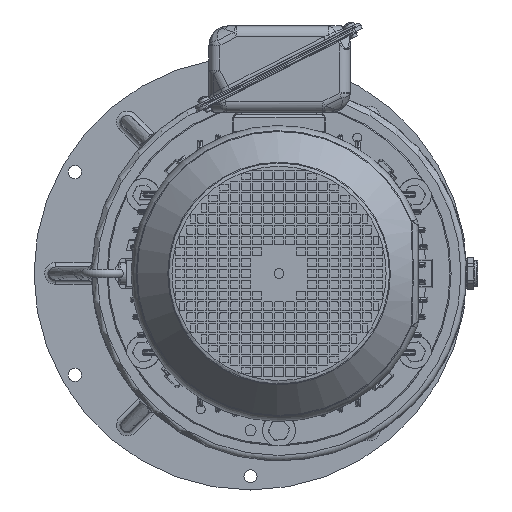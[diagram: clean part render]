
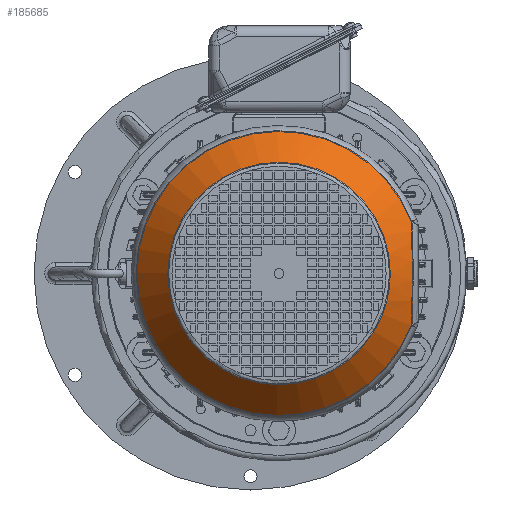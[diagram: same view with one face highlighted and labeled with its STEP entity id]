
A CAD part, left-side view. The second image highlights one B-rep face of the part: STEP entity #185685.
In plain terms, the highlighted conical face has half-angle 40 degrees and reference radius 135 mm.
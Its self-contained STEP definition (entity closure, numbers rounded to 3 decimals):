
#2635 = B_SPLINE_CURVE_WITH_KNOTS ( 'NONE', 3,
 ( #177634, #3158, #121400, #22492, #182372, #98052, #36082, #126144, #81606, #112572, #37996, #94236, #153302, #185240, #53508, #170697, #49694, #108749, #127095, #123278 ),
 .UNSPECIFIED., .F., .F.,
 ( 4, 2, 2, 2, 2, 2, 2, 2, 2, 4 ),
 ( 0., 0.024, 0.037, 0.04, 0.043, 0.049, 0.073, 0.079, 0.085, 0.098 ),
 .UNSPECIFIED. ) ;
#3158 = CARTESIAN_POINT ( 'NONE',  ( -474.458, 52.434, -40.113 ) ) ;
#12310 = DIRECTION ( 'NONE',  ( 1., 0., 0. ) ) ;
#14218 = ORIENTED_EDGE ( 'NONE', *, *, #152798, .T. ) ;
#18012 = DIRECTION ( 'NONE',  ( -1., 0., 0. ) ) ;
#22492 = CARTESIAN_POINT ( 'NONE',  ( -479.301, 51.881, -20.379 ) ) ;
#27045 = CARTESIAN_POINT ( 'NONE',  ( -471.465, 52.745, 47.757 ) ) ;
#32016 = AXIS2_PLACEMENT_3D ( 'NONE', #95268, #18012, #171733 ) ;
#34810 = VERTEX_POINT ( 'NONE', #61030 ) ;
#36082 = CARTESIAN_POINT ( 'NONE',  ( -480.557, 51.732, -10.235 ) ) ;
#37996 = CARTESIAN_POINT ( 'NONE',  ( -480.999, 51.679, -2.039 ) ) ;
#43318 = CARTESIAN_POINT ( 'NONE',  ( -505.814, 174., 0. ) ) ;
#44451 = CARTESIAN_POINT ( 'NONE',  ( -465.889, 174., 0. ) ) ;
#49694 = CARTESIAN_POINT ( 'NONE',  ( -476.09, 52.247, 34.162 ) ) ;
#52617 = VERTEX_POINT ( 'NONE', #165926 ) ;
#53508 = CARTESIAN_POINT ( 'NONE',  ( -477.648, 52.072, 28.204 ) ) ;
#60835 = ORIENTED_EDGE ( 'NONE', *, *, #127818, .T. ) ;
#61030 = CARTESIAN_POINT ( 'NONE',  ( -505.814, 275.499, 0. ) ) ;
#81606 = CARTESIAN_POINT ( 'NONE',  ( -480.785, 51.705, -7.157 ) ) ;
#85171 = DIRECTION ( 'NONE',  ( 0., -1., 0. ) ) ;
#88867 = VERTEX_POINT ( 'NONE', #27045 ) ;
#94236 = CARTESIAN_POINT ( 'NONE',  ( -480.999, 51.679, 8.155 ) ) ;
#95268 = CARTESIAN_POINT ( 'NONE',  ( -471.465, 174., 0. ) ) ;
#98052 = CARTESIAN_POINT ( 'NONE',  ( -480.464, 51.743, -11.257 ) ) ;
#108749 = CARTESIAN_POINT ( 'NONE',  ( -474.314, 52.443, 40.057 ) ) ;
#109021 = AXIS2_PLACEMENT_3D ( 'NONE', #44451, #148057, #85171 ) ;
#112572 = CARTESIAN_POINT ( 'NONE',  ( -480.946, 51.686, -4.083 ) ) ;
#121400 = CARTESIAN_POINT ( 'NONE',  ( -476.845, 52.165, -32.327 ) ) ;
#121801 = CIRCLE ( 'NONE', #32016, 130.321 ) ;
#123278 = CARTESIAN_POINT ( 'NONE',  ( -471.465, 52.745, 47.757 ) ) ;
#126144 = CARTESIAN_POINT ( 'NONE',  ( -480.718, 51.713, -8.185 ) ) ;
#127095 = CARTESIAN_POINT ( 'NONE',  ( -472.963, 52.589, 43.932 ) ) ;
#127818 = EDGE_CURVE ( 'NONE', #52617, #88867, #2635, .T. ) ;
#128919 = AXIS2_PLACEMENT_3D ( 'NONE', #43318, #12310, #161478 ) ;
#128924 = EDGE_LOOP ( 'NONE', ( #60835, #14218 ) ) ;
#129728 = FACE_BOUND ( 'NONE', #142195, .T. ) ;
#132459 = ORIENTED_EDGE ( 'NONE', *, *, #146725, .T. ) ;
#138185 = CIRCLE ( 'NONE', #128919, 101.499 ) ;
#142195 = EDGE_LOOP ( 'NONE', ( #132459 ) ) ;
#146725 = EDGE_CURVE ( 'NONE', #34810, #34810, #138185, .T. ) ;
#148057 = DIRECTION ( 'NONE',  ( 1., 0., 0. ) ) ;
#152798 = EDGE_CURVE ( 'NONE', #88867, #52617, #121801, .T. ) ;
#153302 = CARTESIAN_POINT ( 'NONE',  ( -480.146, 51.783, 16.223 ) ) ;
#161478 = DIRECTION ( 'NONE',  ( 0., 1., 0. ) ) ;
#162604 = FACE_OUTER_BOUND ( 'NONE', #128924, .T. ) ;
#165926 = CARTESIAN_POINT ( 'NONE',  ( -471.465, 52.745, -47.757 ) ) ;
#170697 = CARTESIAN_POINT ( 'NONE',  ( -476.64, 52.186, 32.18 ) ) ;
#171733 = DIRECTION ( 'NONE',  ( 0., 1., 0. ) ) ;
#177634 = CARTESIAN_POINT ( 'NONE',  ( -471.465, 52.745, -47.757 ) ) ;
#182372 = CARTESIAN_POINT ( 'NONE',  ( -479.932, 51.806, -16.352 ) ) ;
#183300 = CONICAL_SURFACE ( 'NONE', #109021, 135., 0.698 ) ;
#185240 = CARTESIAN_POINT ( 'NONE',  ( -478.105, 52.019, 26.211 ) ) ;
#185685 = ADVANCED_FACE ( 'NONE', ( #129728, #162604 ), #183300, .T. ) ;
